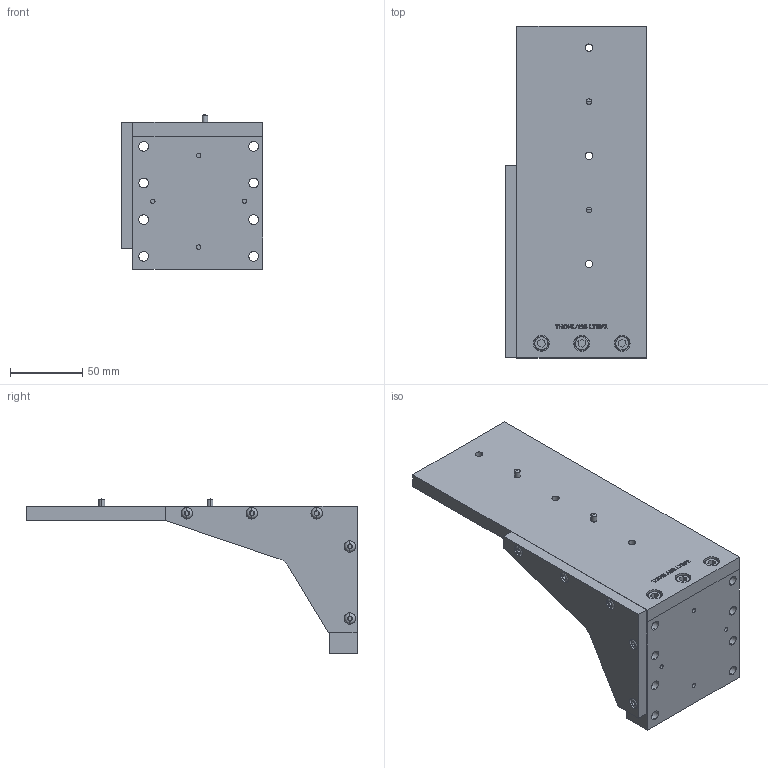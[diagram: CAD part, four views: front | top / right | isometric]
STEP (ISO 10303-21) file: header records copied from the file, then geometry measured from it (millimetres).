
FILE_DESCRIPTION (( 'STEP AP214' ), '1' );
FILE_NAME ('LTSP2 Z bracket (Imp).STEP', '2009-11-16T13:52:21', ( ' ' ), ( ' ' ), 'SwSTEP 2.0', 'SolidWorks 2009', '' );
FILE_SCHEMA (( 'AUTOMOTIVE_DESIGN' ));
Length unit declared in the file: millimetre
Products named in the file (1): LTSP2  Z bracket (Imp)
Bounding box: 98 x 230 x 107 mm (x, y, z)
Volume: 406198.2 mm3; surface area: 97368.9 mm2
Topology: 13 solids, 13 shells, 525 faces, 1254 edges, 801 vertices
Faces by surface type: plane 230, cylinder 155, bspline 71, cone 48, sphere 11, torus 10
Entity records: 27134 total; most frequent: CARTESIAN_POINT 9293, ORIENTED_EDGE 2438, DIRECTION 2343, EDGE_CURVE 1219, AXIS2_PLACEMENT_3D 811, VERTEX_POINT 795, LINE 721, VECTOR 721
